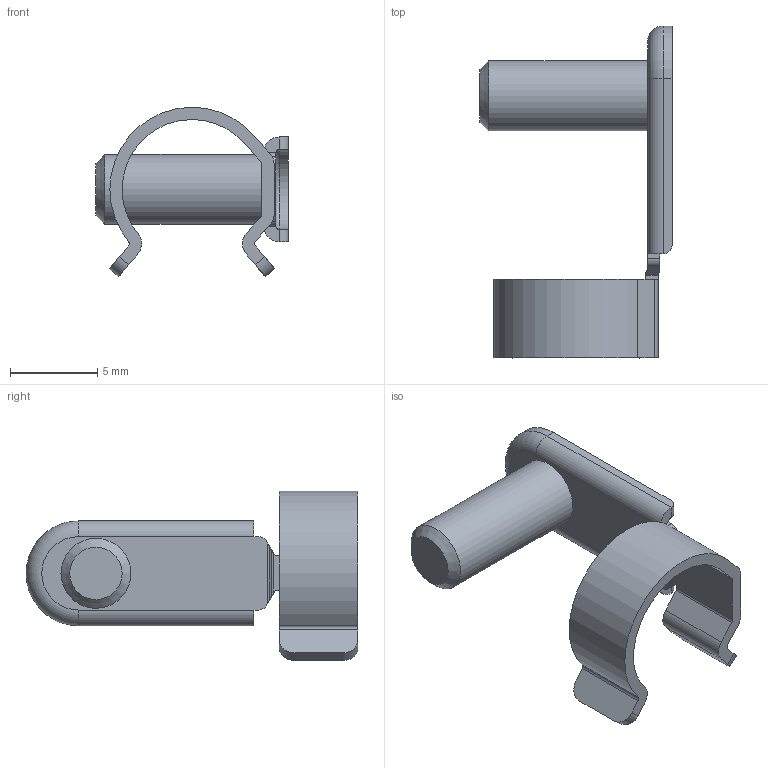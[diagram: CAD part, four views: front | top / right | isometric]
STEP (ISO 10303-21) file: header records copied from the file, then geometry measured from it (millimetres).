
FILE_DESCRIPTION (( 'STEP AP214' ), '1' );
FILE_NAME ('76.05.01.0001.step', '2021-04-02T18:06:48', ( '' ), ( '' ), 'SwSTEP 2.0', 'SolidWorks 2021', '' );
FILE_SCHEMA (( 'AUTOMOTIVE_DESIGN' ));
Length unit declared in the file: millimetre
Products named in the file (1): 76.05.01.0001
Bounding box: 11 x 19 x 9.7 mm (x, y, z)
Volume: 261.5 mm3; surface area: 586.8 mm2
Topology: 1 solids, 1 shells, 65 faces, 174 edges, 112 vertices
Faces by surface type: plane 33, cylinder 29, torus 2, cone 1
Full cylindrical faces by diameter (mm): 4 x1
Entity records: 2042 total; most frequent: CARTESIAN_POINT 372, DIRECTION 350, ORIENTED_EDGE 342, EDGE_CURVE 171, AXIS2_PLACEMENT_3D 121, VERTEX_POINT 111, LINE 108, VECTOR 108
